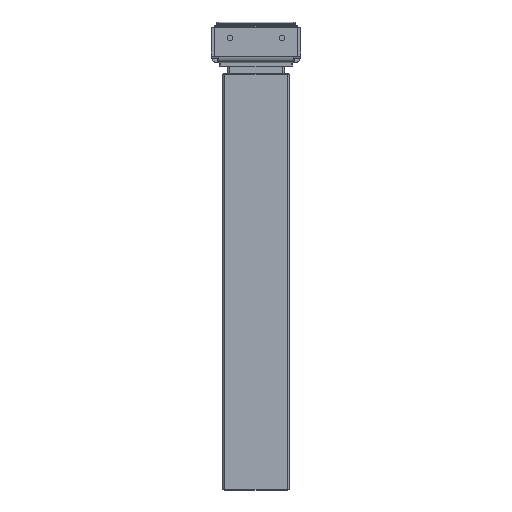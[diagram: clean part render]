
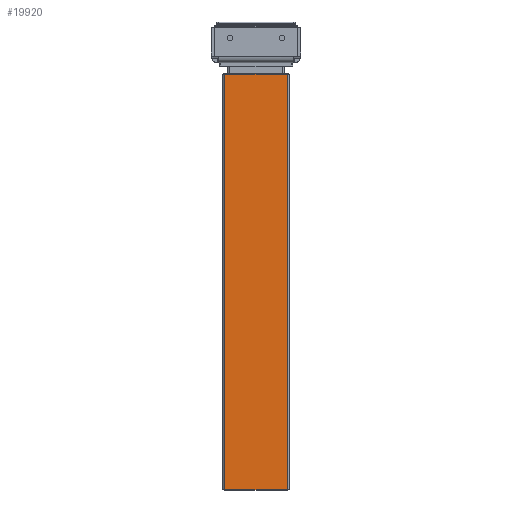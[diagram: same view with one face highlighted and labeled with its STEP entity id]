
A CAD part, top view. The second image highlights one B-rep face of the part: STEP entity #19920.
In plain terms, the highlighted planar face has unit normal (0, 0, 1).
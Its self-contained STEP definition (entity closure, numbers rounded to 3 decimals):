
#2255 = DIRECTION ( 'NONE',  ( 0., 0., -1. ) ) ;
#2615 = VECTOR ( 'NONE', #17680, 1000. ) ;
#2670 = CARTESIAN_POINT ( 'NONE',  ( -38., 0., 25. ) ) ;
#5276 = EDGE_LOOP ( 'NONE', ( #18815, #11763, #32274, #6662 ) ) ;
#6662 = ORIENTED_EDGE ( 'NONE', *, *, #13852, .F. ) ;
#6885 = PLANE ( 'NONE',  #12238 ) ;
#7034 = VECTOR ( 'NONE', #7661, 1000. ) ;
#7145 = VERTEX_POINT ( 'NONE', #32427 ) ;
#7317 = EDGE_CURVE ( 'NONE', #7145, #24490, #13081, .T. ) ;
#7661 = DIRECTION ( 'NONE',  ( 0., 1., 0. ) ) ;
#9470 = LINE ( 'NONE', #25338, #2615 ) ;
#9527 = CARTESIAN_POINT ( 'NONE',  ( -37.5, 0., 25. ) ) ;
#10248 = CARTESIAN_POINT ( 'NONE',  ( 37.5, 501., 25. ) ) ;
#10736 = CARTESIAN_POINT ( 'NONE',  ( -37.5, 501., 25. ) ) ;
#11763 = ORIENTED_EDGE ( 'NONE', *, *, #18365, .T. ) ;
#12238 = AXIS2_PLACEMENT_3D ( 'NONE', #23944, #2255, #20229 ) ;
#12284 = VECTOR ( 'NONE', #21080, 1000. ) ;
#13081 = LINE ( 'NONE', #10248, #7034 ) ;
#13103 = LINE ( 'NONE', #10736, #12284 ) ;
#13523 = VERTEX_POINT ( 'NONE', #19367 ) ;
#13852 = EDGE_CURVE ( 'NONE', #7145, #16039, #29440, .T. ) ;
#16039 = VERTEX_POINT ( 'NONE', #9527 ) ;
#17475 = FACE_OUTER_BOUND ( 'NONE', #5276, .T. ) ;
#17680 = DIRECTION ( 'NONE',  ( -1., 0., 0. ) ) ;
#17999 = EDGE_CURVE ( 'NONE', #16039, #13523, #13103, .T. ) ;
#18365 = EDGE_CURVE ( 'NONE', #24490, #13523, #9470, .T. ) ;
#18815 = ORIENTED_EDGE ( 'NONE', *, *, #7317, .T. ) ;
#19367 = CARTESIAN_POINT ( 'NONE',  ( -37.5, 502., 25. ) ) ;
#19920 = ADVANCED_FACE ( 'NONE', ( #17475 ), #6885, .F. ) ;
#20229 = DIRECTION ( 'NONE',  ( 1., 0., 0. ) ) ;
#21080 = DIRECTION ( 'NONE',  ( 0., 1., 0. ) ) ;
#22586 = VECTOR ( 'NONE', #28417, 1000. ) ;
#23944 = CARTESIAN_POINT ( 'NONE',  ( -37.5, 501., 25. ) ) ;
#24490 = VERTEX_POINT ( 'NONE', #27745 ) ;
#25338 = CARTESIAN_POINT ( 'NONE',  ( -37.5, 502., 25. ) ) ;
#27745 = CARTESIAN_POINT ( 'NONE',  ( 37.5, 502., 25. ) ) ;
#28417 = DIRECTION ( 'NONE',  ( -1., 0., 0. ) ) ;
#29440 = LINE ( 'NONE', #2670, #22586 ) ;
#32274 = ORIENTED_EDGE ( 'NONE', *, *, #17999, .F. ) ;
#32427 = CARTESIAN_POINT ( 'NONE',  ( 37.5, 0., 25. ) ) ;
